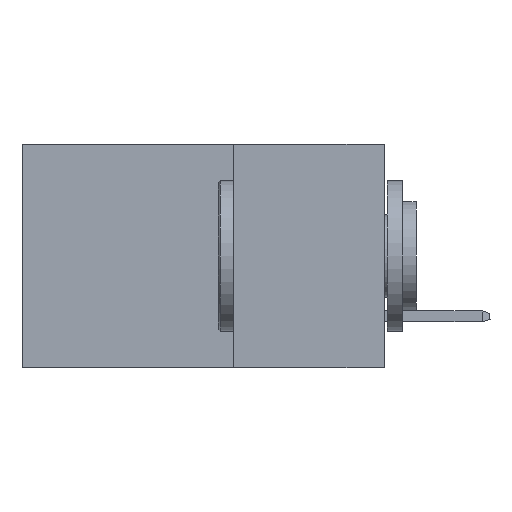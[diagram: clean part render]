
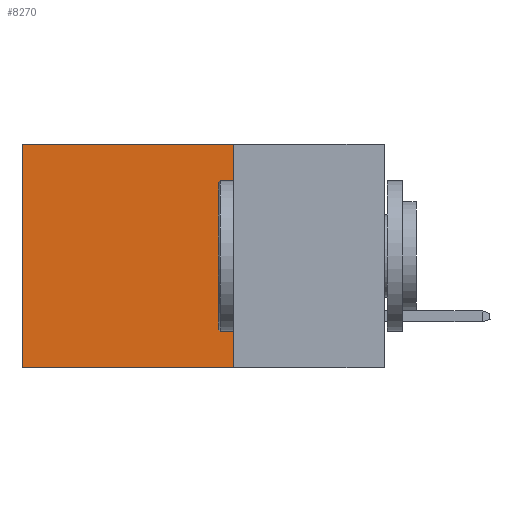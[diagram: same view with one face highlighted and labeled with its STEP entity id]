
A CAD part, left-side view. The second image highlights one B-rep face of the part: STEP entity #8270.
In plain terms, the highlighted planar face has unit normal (-1, 0, 0).
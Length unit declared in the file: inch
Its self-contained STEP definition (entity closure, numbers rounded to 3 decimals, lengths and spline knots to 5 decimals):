
#45 = EDGE_CURVE ( 'NONE', #4815, #13345, #2367, .T. ) ;
#611 = VERTEX_POINT ( 'NONE', #2629 ) ;
#795 = LINE ( 'NONE', #6234, #11998 ) ;
#1466 = ORIENTED_EDGE ( 'NONE', *, *, #4286, .F. ) ;
#1573 = DIRECTION ( 'NONE',  ( 1., 0., 0. ) ) ;
#1731 = VECTOR ( 'NONE', #4990, 39.37008 ) ;
#2367 = LINE ( 'NONE', #7028, #8574 ) ;
#2629 = CARTESIAN_POINT ( 'NONE',  ( 0.298, 0.6, -0.37 ) ) ;
#3759 = ORIENTED_EDGE ( 'NONE', *, *, #12448, .F. ) ;
#4286 = EDGE_CURVE ( 'NONE', #4815, #6442, #13105, .T. ) ;
#4815 = VERTEX_POINT ( 'NONE', #5853 ) ;
#4918 = CARTESIAN_POINT ( 'NONE',  ( 0.298, 0.25, 0. ) ) ;
#4990 = DIRECTION ( 'NONE',  ( 0., 1., 0. ) ) ;
#5035 = ORIENTED_EDGE ( 'NONE', *, *, #45, .T. ) ;
#5080 = EDGE_CURVE ( 'NONE', #13345, #611, #795, .T. ) ;
#5853 = CARTESIAN_POINT ( 'NONE',  ( 0.298, 0.25, 0. ) ) ;
#6234 = CARTESIAN_POINT ( 'NONE',  ( 0.298, 0.6, 0. ) ) ;
#6442 = VERTEX_POINT ( 'NONE', #10666 ) ;
#7028 = CARTESIAN_POINT ( 'NONE',  ( 0.298, 0.25, 0. ) ) ;
#7056 = FACE_OUTER_BOUND ( 'NONE', #8273, .T. ) ;
#7302 = AXIS2_PLACEMENT_3D ( 'NONE', #4918, #1573, #11786 ) ;
#8270 = ADVANCED_FACE ( 'NONE', ( #7056 ), #13988, .F. ) ;
#8273 = EDGE_LOOP ( 'NONE', ( #11506, #3759, #1466, #5035 ) ) ;
#8293 = LINE ( 'NONE', #10662, #1731 ) ;
#8439 = DIRECTION ( 'NONE',  ( 0., 0., -1. ) ) ;
#8574 = VECTOR ( 'NONE', #9429, 39.37008 ) ;
#9198 = VECTOR ( 'NONE', #8439, 39.37008 ) ;
#9429 = DIRECTION ( 'NONE',  ( 0., 1., 0. ) ) ;
#10662 = CARTESIAN_POINT ( 'NONE',  ( 0.298, 0.25, -0.37 ) ) ;
#10666 = CARTESIAN_POINT ( 'NONE',  ( 0.298, 0.25, -0.37 ) ) ;
#10677 = CARTESIAN_POINT ( 'NONE',  ( 0.298, 0.6, 0. ) ) ;
#11506 = ORIENTED_EDGE ( 'NONE', *, *, #5080, .T. ) ;
#11786 = DIRECTION ( 'NONE',  ( 0., 0., -1. ) ) ;
#11998 = VECTOR ( 'NONE', #14251, 39.37008 ) ;
#12448 = EDGE_CURVE ( 'NONE', #6442, #611, #8293, .T. ) ;
#13105 = LINE ( 'NONE', #13133, #9198 ) ;
#13133 = CARTESIAN_POINT ( 'NONE',  ( 0.298, 0.25, 0. ) ) ;
#13345 = VERTEX_POINT ( 'NONE', #10677 ) ;
#13988 = PLANE ( 'NONE',  #7302 ) ;
#14251 = DIRECTION ( 'NONE',  ( 0., 0., -1. ) ) ;
